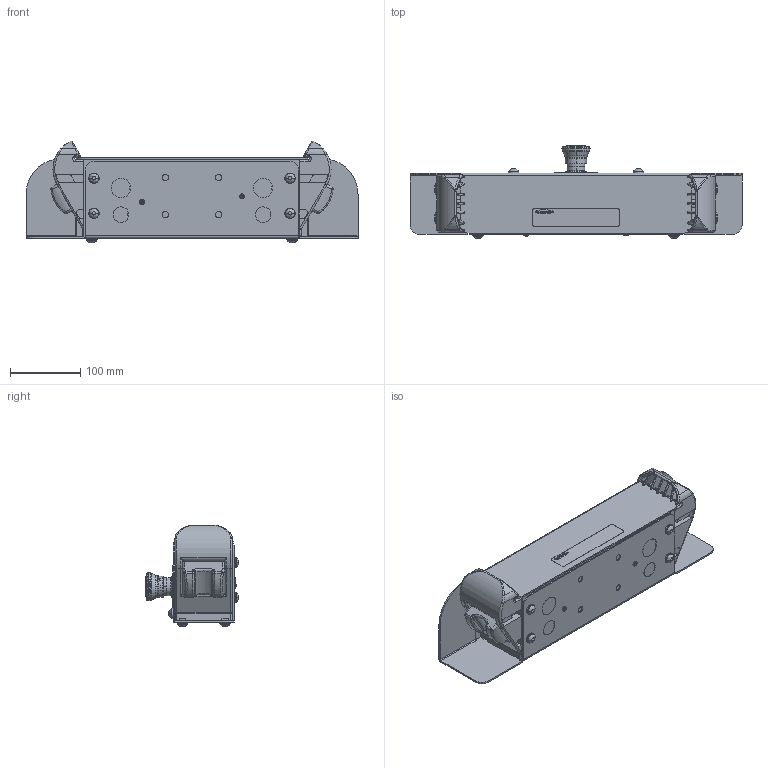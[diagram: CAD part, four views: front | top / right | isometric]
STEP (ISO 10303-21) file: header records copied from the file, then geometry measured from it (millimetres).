
FILE_DESCRIPTION((''),'2;1');
FILE_NAME('193924_SM01_ASM','2023-08-31T10:31:11',('banengservice'),('BANNER ENGINEERING'),'CREO PARAMETRIC BY PTC INC, 2022414','CREO PARAMETRIC BY PTC INC, 2022414','');
FILE_SCHEMA(('CONFIG_CONTROL_DESIGN'));
Products named in the file (8): 193924_EP01; 235800; 235813; 235801; 205759; 205758; 192610_ASM; 193924_SM01_ASM
Assembly tree (8 placements, depth 3):
  193924_SM01_ASM
    193924_EP01
    192610_ASM
      235800
      235813
      235801
      205759  x2
      205758
Bounding box: 474 x 132.68 x 145.04 mm (x, y, z)
Volume: 3651103.8 mm3; surface area: 334956.9 mm2
Topology: 14 solids, 85 shells, 4980 faces, 17259 edges, 12162 vertices
Faces by surface type: plane 3001, cylinder 1167, torus 266, cone 256, bspline 198, sphere 81, extrusion 11
Entity records: 171628 total; most frequent: CARTESIAN_POINT 51721, ORIENTED_EDGE 24931, DIRECTION 23199, EDGE_CURVE 14096, VERTEX_POINT 9838, VECTOR 9297, LINE 9289, AXIS2_PLACEMENT_3D 6951
